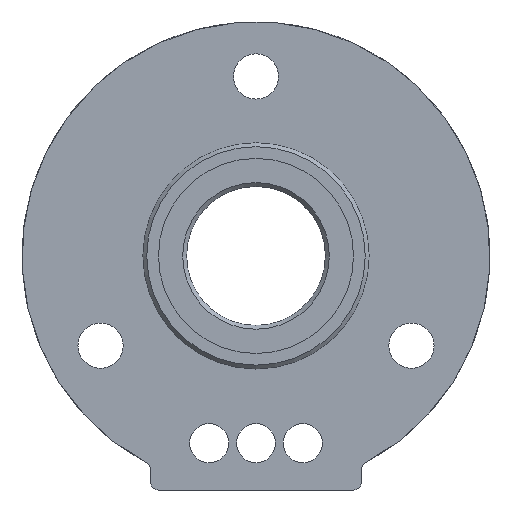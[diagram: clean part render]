
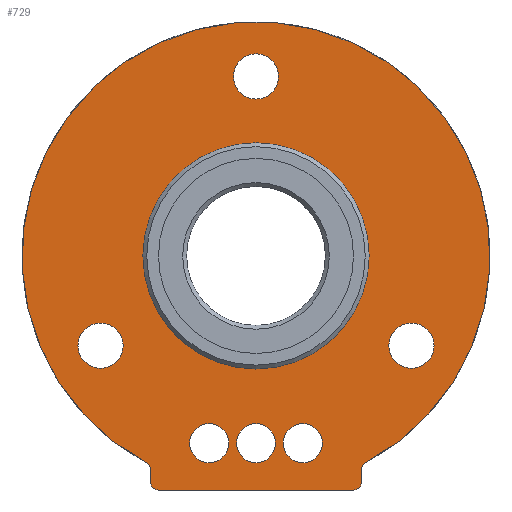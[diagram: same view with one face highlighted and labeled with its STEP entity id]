
A CAD part, front view. The second image highlights one B-rep face of the part: STEP entity #729.
In plain terms, the highlighted planar face has unit normal (0, -1, 0).
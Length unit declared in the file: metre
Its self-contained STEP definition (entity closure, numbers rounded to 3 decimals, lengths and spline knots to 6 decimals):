
#55=LINE('',#1107,#100);
#63=LINE('',#1130,#108);
#85=LINE('',#1188,#130);
#100=VECTOR('',#878,1.);
#108=VECTOR('',#890,1.);
#130=VECTOR('',#930,1.);
#203=ORIENTED_EDGE('',*,*,#385,.F.);
#204=ORIENTED_EDGE('',*,*,#386,.F.);
#205=ORIENTED_EDGE('',*,*,#387,.F.);
#206=ORIENTED_EDGE('',*,*,#388,.T.);
#207=ORIENTED_EDGE('',*,*,#373,.F.);
#208=ORIENTED_EDGE('',*,*,#389,.T.);
#209=ORIENTED_EDGE('',*,*,#346,.F.);
#210=ORIENTED_EDGE('',*,*,#390,.T.);
#211=ORIENTED_EDGE('',*,*,#391,.T.);
#212=ORIENTED_EDGE('',*,*,#392,.T.);
#213=ORIENTED_EDGE('',*,*,#337,.T.);
#214=ORIENTED_EDGE('',*,*,#393,.T.);
#215=ORIENTED_EDGE('',*,*,#383,.T.);
#216=ORIENTED_EDGE('',*,*,#377,.T.);
#217=ORIENTED_EDGE('',*,*,#379,.T.);
#337=EDGE_CURVE('',#433,#432,#55,.T.);
#346=EDGE_CURVE('',#441,#442,#63,.T.);
#373=EDGE_CURVE('',#462,#463,#85,.T.);
#377=EDGE_CURVE('',#464,#464,#501,.T.);
#379=EDGE_CURVE('',#466,#466,#503,.T.);
#383=EDGE_CURVE('',#470,#470,#507,.T.);
#385=EDGE_CURVE('',#472,#472,#509,.T.);
#386=EDGE_CURVE('',#473,#473,#510,.T.);
#387=EDGE_CURVE('',#474,#474,#511,.T.);
#388=EDGE_CURVE('',#475,#475,#512,.F.);
#389=EDGE_CURVE('',#462,#442,#513,.T.);
#390=EDGE_CURVE('',#441,#476,#514,.F.);
#391=EDGE_CURVE('',#476,#477,#515,.T.);
#392=EDGE_CURVE('',#477,#433,#516,.F.);
#393=EDGE_CURVE('',#432,#463,#517,.T.);
#432=VERTEX_POINT('',#1106);
#433=VERTEX_POINT('',#1108);
#441=VERTEX_POINT('',#1131);
#442=VERTEX_POINT('',#1132);
#462=VERTEX_POINT('',#1187);
#463=VERTEX_POINT('',#1189);
#464=VERTEX_POINT('',#1196);
#466=VERTEX_POINT('',#1201);
#470=VERTEX_POINT('',#1211);
#472=VERTEX_POINT('',#1216);
#473=VERTEX_POINT('',#1218);
#474=VERTEX_POINT('',#1220);
#475=VERTEX_POINT('',#1222);
#476=VERTEX_POINT('',#1225);
#477=VERTEX_POINT('',#1227);
#501=CIRCLE('',#792,0.0025);
#503=CIRCLE('',#795,0.0025);
#507=CIRCLE('',#801,0.0025);
#509=CIRCLE('',#804,0.0029);
#510=CIRCLE('',#805,0.0029);
#511=CIRCLE('',#806,0.0029);
#512=CIRCLE('',#807,0.0145);
#513=CIRCLE('',#808,0.001);
#514=CIRCLE('',#809,0.001);
#515=CIRCLE('',#810,0.03);
#516=CIRCLE('',#811,0.001);
#517=CIRCLE('',#812,0.001);
#561=EDGE_LOOP('',(#203));
#562=EDGE_LOOP('',(#204));
#563=EDGE_LOOP('',(#205));
#564=EDGE_LOOP('',(#206));
#565=EDGE_LOOP('',(#207,#208,#209,#210,#211,#212,#213,#214));
#566=EDGE_LOOP('',(#215));
#567=EDGE_LOOP('',(#216));
#568=EDGE_LOOP('',(#217));
#639=FACE_BOUND('',#561,.T.);
#640=FACE_BOUND('',#562,.T.);
#641=FACE_BOUND('',#563,.T.);
#642=FACE_BOUND('',#564,.T.);
#643=FACE_BOUND('',#565,.T.);
#644=FACE_BOUND('',#566,.T.);
#645=FACE_BOUND('',#567,.T.);
#646=FACE_BOUND('',#568,.T.);
#707=PLANE('',#803);
#729=ADVANCED_FACE('',(#639,#640,#641,#642,#643,#644,#645,#646),#707,.T.);
#792=AXIS2_PLACEMENT_3D('',#1195,#938,#939);
#795=AXIS2_PLACEMENT_3D('',#1200,#944,#945);
#801=AXIS2_PLACEMENT_3D('',#1210,#956,#957);
#803=AXIS2_PLACEMENT_3D('',#1214,#960,#961);
#804=AXIS2_PLACEMENT_3D('',#1215,#962,#963);
#805=AXIS2_PLACEMENT_3D('',#1217,#964,#965);
#806=AXIS2_PLACEMENT_3D('',#1219,#966,#967);
#807=AXIS2_PLACEMENT_3D('',#1221,#968,#969);
#808=AXIS2_PLACEMENT_3D('',#1223,#970,#971);
#809=AXIS2_PLACEMENT_3D('',#1224,#972,#973);
#810=AXIS2_PLACEMENT_3D('',#1226,#974,#975);
#811=AXIS2_PLACEMENT_3D('',#1228,#976,#977);
#812=AXIS2_PLACEMENT_3D('',#1229,#978,#979);
#878=DIRECTION('',(0.,0.,-1.));
#890=DIRECTION('',(0.,0.,-1.));
#930=DIRECTION('',(-1.,0.,0.));
#938=DIRECTION('',(0.,1.,0.));
#939=DIRECTION('',(1.,0.,0.));
#944=DIRECTION('',(0.,1.,0.));
#945=DIRECTION('',(1.,0.,0.));
#956=DIRECTION('',(0.,1.,0.));
#957=DIRECTION('',(1.,0.,0.));
#960=DIRECTION('',(0.,-1.,0.));
#961=DIRECTION('',(1.,0.,0.));
#962=DIRECTION('',(0.,-1.,0.));
#963=DIRECTION('',(0.,0.,-1.));
#964=DIRECTION('',(0.,-1.,0.));
#965=DIRECTION('',(0.,0.,-1.));
#966=DIRECTION('',(0.,-1.,0.));
#967=DIRECTION('',(0.,0.,-1.));
#968=DIRECTION('',(0.,-1.,0.));
#969=DIRECTION('',(0.,0.,-1.));
#970=DIRECTION('',(0.,-1.,0.));
#971=DIRECTION('',(0.,0.,-1.));
#972=DIRECTION('',(0.,-1.,0.));
#973=DIRECTION('',(0.,0.,-1.));
#974=DIRECTION('',(0.,-1.,0.));
#975=DIRECTION('',(0.,0.,-1.));
#976=DIRECTION('',(0.,-1.,0.));
#977=DIRECTION('',(0.,0.,-1.));
#978=DIRECTION('',(0.,-1.,0.));
#979=DIRECTION('',(0.,0.,-1.));
#1106=CARTESIAN_POINT('',(-0.0135,-0.014,-0.029));
#1107=CARTESIAN_POINT('',(-0.0135,-0.014,0.));
#1108=CARTESIAN_POINT('',(-0.0135,-0.014,-0.0274));
#1130=CARTESIAN_POINT('',(0.0135,-0.014,0.008646));
#1131=CARTESIAN_POINT('',(0.0135,-0.014,-0.0274));
#1132=CARTESIAN_POINT('',(0.0135,-0.014,-0.029));
#1187=CARTESIAN_POINT('',(0.0125,-0.014,-0.03));
#1188=CARTESIAN_POINT('',(-0.00675,-0.014,-0.03));
#1189=CARTESIAN_POINT('',(-0.0125,-0.014,-0.03));
#1195=CARTESIAN_POINT('',(0.,-0.014,-0.024));
#1196=CARTESIAN_POINT('',(0.0025,-0.014,-0.024));
#1200=CARTESIAN_POINT('',(0.006,-0.014,-0.024));
#1201=CARTESIAN_POINT('',(0.0085,-0.014,-0.024));
#1210=CARTESIAN_POINT('',(-0.006,-0.014,-0.024));
#1211=CARTESIAN_POINT('',(-0.0035,-0.014,-0.024));
#1214=CARTESIAN_POINT('',(0.,-0.014,0.));
#1215=CARTESIAN_POINT('',(0.,-0.014,0.023));
#1216=CARTESIAN_POINT('',(0.,-0.014,0.0201));
#1217=CARTESIAN_POINT('',(0.019919,-0.014,-0.0115));
#1218=CARTESIAN_POINT('',(0.019919,-0.014,-0.0144));
#1219=CARTESIAN_POINT('',(-0.019919,-0.014,-0.0115));
#1220=CARTESIAN_POINT('',(-0.019919,-0.014,-0.0144));
#1221=CARTESIAN_POINT('',(0.,-0.014,0.));
#1222=CARTESIAN_POINT('',(0.,-0.014,-0.0145));
#1223=CARTESIAN_POINT('',(0.0125,-0.014,-0.029));
#1224=CARTESIAN_POINT('',(0.0145,-0.014,-0.0274));
#1225=CARTESIAN_POINT('',(0.014032,-0.014,-0.026516));
#1226=CARTESIAN_POINT('',(0.,-0.014,0.));
#1227=CARTESIAN_POINT('',(-0.014032,-0.014,-0.026516));
#1228=CARTESIAN_POINT('',(-0.0145,-0.014,-0.0274));
#1229=CARTESIAN_POINT('',(-0.0125,-0.014,-0.029));
